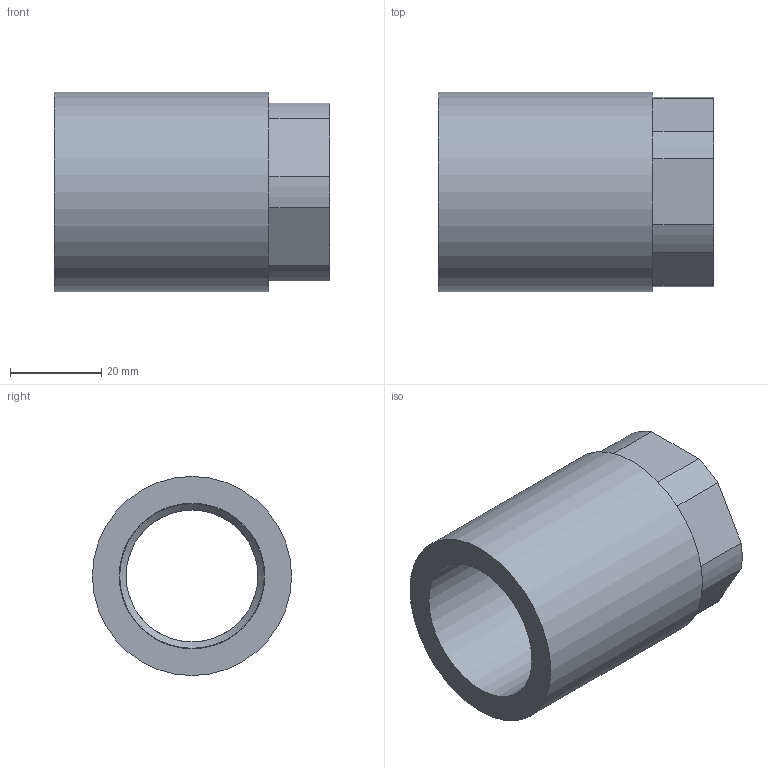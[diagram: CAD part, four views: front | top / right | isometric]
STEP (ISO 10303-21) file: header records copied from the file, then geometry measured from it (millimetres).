
FILE_DESCRIPTION( ( 'STEP AP214' ), '1' );
FILE_NAME( '22082323207(architecture400).stp', '2021-11-18T13:00:06', ( 'License CC BY-ND 4.0' ), ( 'CADENAS' ), ' ', 'PARTsolutions', ' ' );
FILE_SCHEMA( ( 'AUTOMOTIVE_DESIGN { 1 0 10303 214 1 1 1 1 }' ) );
Length unit declared in the file: millimetre
Products named in the file (1): _22082323207(architecture400)
Bounding box: 60.4 x 43.7 x 43.7 mm (x, y, z)
Volume: 41380.6 mm3; surface area: 15577.3 mm2
Topology: 1 solids, 1 shells, 21 faces, 49 edges, 32 vertices
Faces by surface type: plane 10, cylinder 8, cone 3
Full cylindrical faces by diameter (mm): 32 x1, 43.7 x1
Entity records: 770 total; most frequent: DIRECTION 108, CARTESIAN_POINT 98, ORIENTED_EDGE 88, EDGE_CURVE 44, AXIS2_PLACEMENT_3D 42, VERTEX_POINT 32, EDGE_LOOP 30, LINE 24
